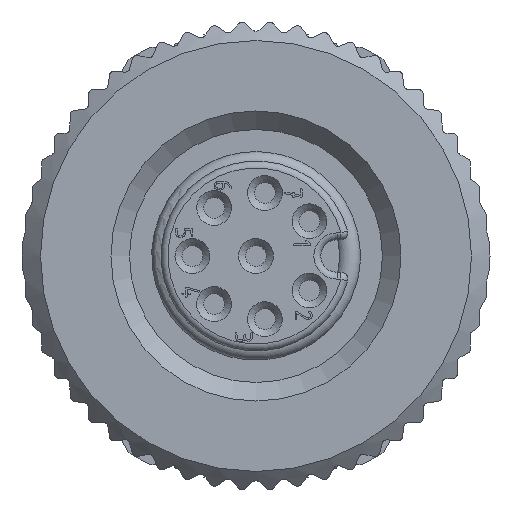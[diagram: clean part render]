
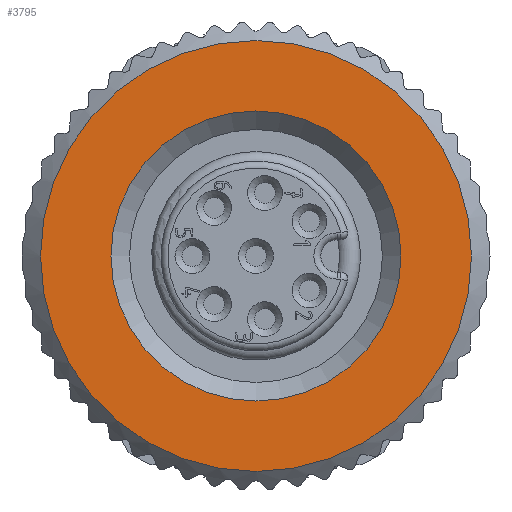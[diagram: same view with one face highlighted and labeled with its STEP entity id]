
A CAD part, left-side view. The second image highlights one B-rep face of the part: STEP entity #3795.
In plain terms, the highlighted planar face has unit normal (-1, 0, 0).
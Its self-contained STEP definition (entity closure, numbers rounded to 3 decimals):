
#1841=PLANE('',#14094);
#3795=ADVANCED_FACE('',(#4857,#4858),#1841,.T.);
#4857=FACE_BOUND('',#4997,.T.);
#4858=FACE_BOUND('',#4998,.T.);
#4997=EDGE_LOOP('',(#6561));
#4998=EDGE_LOOP('',(#6562));
#6561=ORIENTED_EDGE('',*,*,#11785,.T.);
#6562=ORIENTED_EDGE('',*,*,#11551,.T.);
#10289=VERTEX_POINT('',#21583);
#10506=VERTEX_POINT('',#22088);
#11551=EDGE_CURVE('',#10289,#10289,#13334,.T.);
#11785=EDGE_CURVE('',#10506,#10506,#13442,.T.);
#13334=CIRCLE('',#13967,9.3);
#13442=CIRCLE('',#14093,6.259);
#13967=AXIS2_PLACEMENT_3D('',#21582,#15605,#15606);
#14093=AXIS2_PLACEMENT_3D('',#22087,#15971,#15972);
#14094=AXIS2_PLACEMENT_3D('',#22089,#15973,#15974);
#15605=DIRECTION('',(-1.,0.,0.));
#15606=DIRECTION('',(0.,-1.,0.));
#15971=DIRECTION('',(1.,0.,0.));
#15972=DIRECTION('',(0.,-1.,0.));
#15973=DIRECTION('',(-1.,0.,0.));
#15974=DIRECTION('',(0.,1.,0.));
#21582=CARTESIAN_POINT('',(-12.15,0.,0.));
#21583=CARTESIAN_POINT('',(-12.15,-9.3,0.));
#22087=CARTESIAN_POINT('',(-12.15,0.,0.));
#22088=CARTESIAN_POINT('',(-12.15,-6.259,0.));
#22089=CARTESIAN_POINT('',(-12.15,0.,0.));
